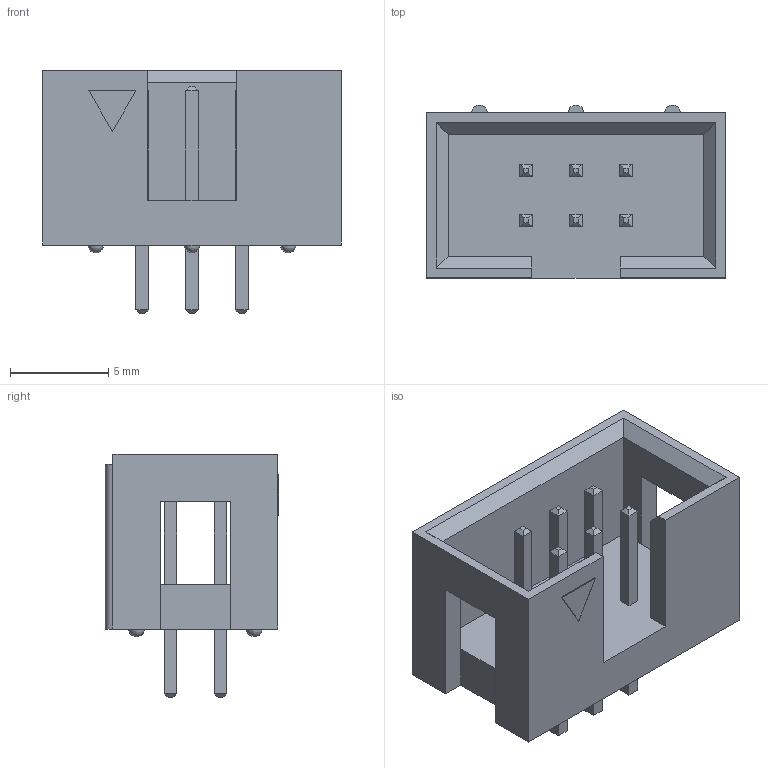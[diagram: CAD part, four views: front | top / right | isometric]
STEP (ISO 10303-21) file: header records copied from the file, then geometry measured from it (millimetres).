
FILE_DESCRIPTION (( 'STEP AP214' ), '1' );
FILE_NAME ('User Library-IDC Socket Male 6pin Straight THT Goldplated 2.54mm.STEP', '2014-11-04T08:10:15', ( 'Windows User' ), ( '' ), 'SwSTEP 2.0', 'SolidWorks 2014', '' );
FILE_SCHEMA (( 'AUTOMOTIVE_DESIGN' ));
Length unit declared in the file: millimetre
Products named in the file (1): User Library-IDC Socket Male 6pin Straight THT Goldplated 2.54mm
Bounding box: 15.22 x 8.85 x 12.4 mm (x, y, z)
Surface area: 1003.4 mm2 (no closed solid volume)
Topology: 0 solids, 6 shells, 158 faces, 401 edges, 250 vertices
Faces by surface type: plane 148, bspline 6, cylinder 4
Entity records: 6353 total; most frequent: CARTESIAN_POINT 888, ORIENTED_EDGE 746, DIRECTION 715, EDGE_CURVE 389, LINE 369, VECTOR 369, VERTEX_POINT 250, EDGE_LOOP 177
